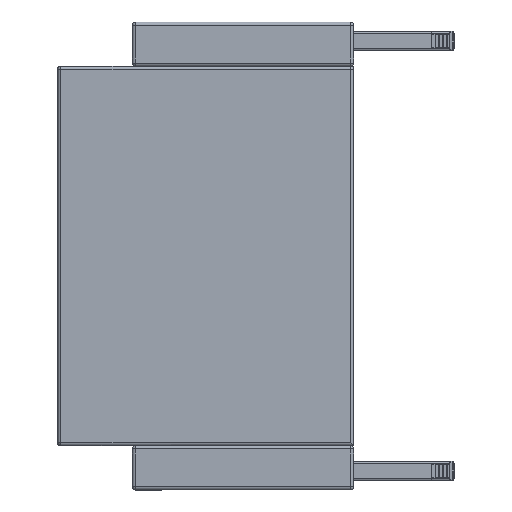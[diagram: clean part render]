
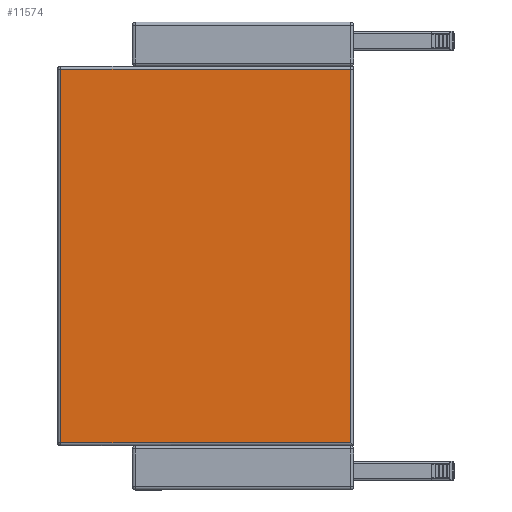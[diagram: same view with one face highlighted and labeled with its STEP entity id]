
A CAD part, left-side view. The second image highlights one B-rep face of the part: STEP entity #11574.
In plain terms, the highlighted planar face has unit normal (-1, 0, 0).
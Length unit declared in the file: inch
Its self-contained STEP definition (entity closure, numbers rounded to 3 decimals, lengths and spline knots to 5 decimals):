
#1209=PLANE('',#12727);
#1706=LINE('',#23790,#2360);
#1711=LINE('',#23868,#2365);
#1712=LINE('',#23870,#2366);
#1713=LINE('',#23871,#2367);
#2360=VECTOR('',#15199,22.89664);
#2365=VECTOR('',#15256,29.5);
#2366=VECTOR('',#15257,22.89664);
#2367=VECTOR('',#15258,29.5);
#3198=FACE_OUTER_BOUND('',#4067,.T.);
#4067=EDGE_LOOP('',(#9470,#9471,#9472,#9473));
#5582=VERTEX_POINT('',#23783);
#5585=VERTEX_POINT('',#23788);
#5599=VERTEX_POINT('',#23867);
#5600=VERTEX_POINT('',#23869);
#6881=EDGE_CURVE('',#5585,#5582,#1706,.T.);
#6905=EDGE_CURVE('',#5599,#5585,#1711,.T.);
#6906=EDGE_CURVE('',#5600,#5599,#1712,.T.);
#6907=EDGE_CURVE('',#5582,#5600,#1713,.T.);
#9470=ORIENTED_EDGE('',*,*,#6881,.F.);
#9471=ORIENTED_EDGE('',*,*,#6905,.F.);
#9472=ORIENTED_EDGE('',*,*,#6906,.F.);
#9473=ORIENTED_EDGE('',*,*,#6907,.F.);
#11574=ADVANCED_FACE('',(#3198),#1209,.T.);
#12727=AXIS2_PLACEMENT_3D('',#23866,#15254,#15255);
#15199=DIRECTION('',(0.,-1.,0.));
#15254=DIRECTION('center_axis',(-1.,0.,0.));
#15255=DIRECTION('ref_axis',(0.,1.,0.));
#15256=DIRECTION('',(0.,0.,1.));
#15257=DIRECTION('',(0.,1.,0.));
#15258=DIRECTION('',(0.,0.,-1.));
#23783=CARTESIAN_POINT('',(-13.5,-8.125,5.625));
#23788=CARTESIAN_POINT('',(-13.5,14.77164,5.625));
#23790=CARTESIAN_POINT('',(-13.5,-3.25967,5.625));
#23866=CARTESIAN_POINT('Origin',(-13.5,-8.5,-1.625));
#23867=CARTESIAN_POINT('',(-13.5,14.77164,-23.875));
#23868=CARTESIAN_POINT('',(-13.5,14.77164,-1.625));
#23869=CARTESIAN_POINT('',(-13.5,-8.125,-23.875));
#23870=CARTESIAN_POINT('',(-13.5,-3.25967,-23.875));
#23871=CARTESIAN_POINT('',(-13.5,-8.125,-13.05025));
